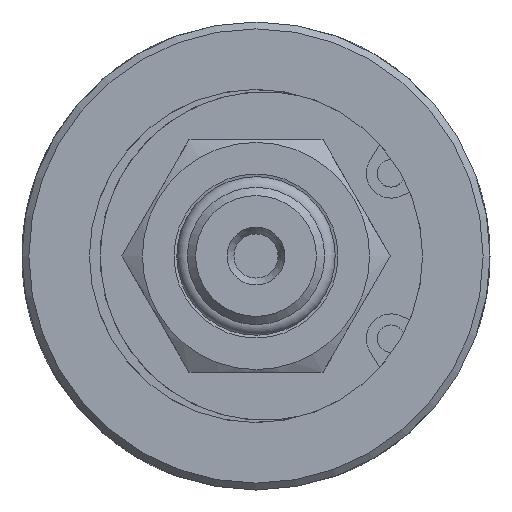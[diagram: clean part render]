
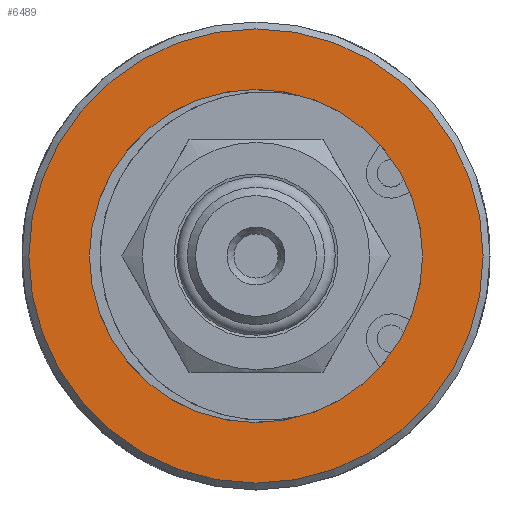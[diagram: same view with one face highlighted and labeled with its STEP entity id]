
A CAD part, left-side view. The second image highlights one B-rep face of the part: STEP entity #6489.
In plain terms, the highlighted planar face has unit normal (-1, 0, 0).
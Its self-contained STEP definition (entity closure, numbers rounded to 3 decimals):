
#553=FACE_BOUND('',#1991,.T.);
#603=PLANE('',#6930);
#1604=FACE_OUTER_BOUND('',#1990,.T.);
#1990=EDGE_LOOP('',(#4459));
#1991=EDGE_LOOP('',(#4460,#4461));
#2413=CIRCLE('',#6889,12.104);
#2414=CIRCLE('',#6890,12.104);
#2438=CIRCLE('',#6931,16.5);
#2672=VERTEX_POINT('',#8854);
#2673=VERTEX_POINT('',#8856);
#2730=VERTEX_POINT('',#9486);
#3349=EDGE_CURVE('',#2673,#2672,#2413,.T.);
#3350=EDGE_CURVE('',#2672,#2673,#2414,.T.);
#3421=EDGE_CURVE('',#2730,#2730,#2438,.T.);
#4459=ORIENTED_EDGE('',*,*,#3421,.F.);
#4460=ORIENTED_EDGE('',*,*,#3349,.T.);
#4461=ORIENTED_EDGE('',*,*,#3350,.T.);
#6489=ADVANCED_FACE('',(#1604,#553),#603,.T.);
#6889=AXIS2_PLACEMENT_3D('',#8857,#7426,#7427);
#6890=AXIS2_PLACEMENT_3D('',#8858,#7428,#7429);
#6930=AXIS2_PLACEMENT_3D('',#9485,#7526,#7527);
#6931=AXIS2_PLACEMENT_3D('',#9487,#7528,#7529);
#7426=DIRECTION('center_axis',(1.,0.,0.));
#7427=DIRECTION('ref_axis',(0.,1.,0.));
#7428=DIRECTION('center_axis',(1.,0.,0.));
#7429=DIRECTION('ref_axis',(0.,1.,0.));
#7526=DIRECTION('center_axis',(-1.,0.,0.));
#7527=DIRECTION('ref_axis',(0.,0.,1.));
#7528=DIRECTION('center_axis',(1.,0.,0.));
#7529=DIRECTION('ref_axis',(0.,-1.,0.));
#8854=CARTESIAN_POINT('',(0.,-12.104,0.));
#8856=CARTESIAN_POINT('',(0.,12.104,0.));
#8857=CARTESIAN_POINT('Origin',(0.,0.,0.));
#8858=CARTESIAN_POINT('Origin',(0.,0.,0.));
#9485=CARTESIAN_POINT('Origin',(0.,8.5,0.));
#9486=CARTESIAN_POINT('',(0.,16.5,0.));
#9487=CARTESIAN_POINT('Origin',(0.,0.,0.));
